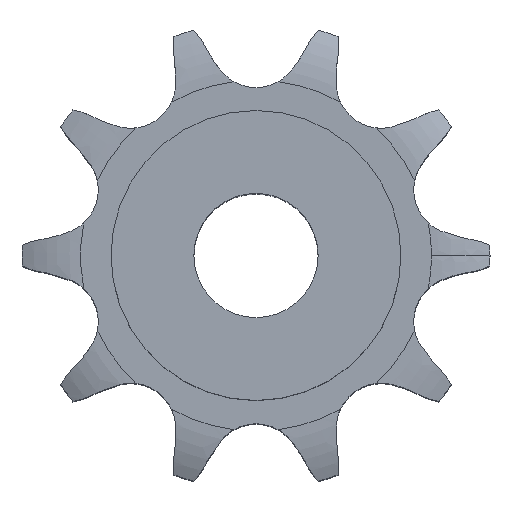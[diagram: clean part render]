
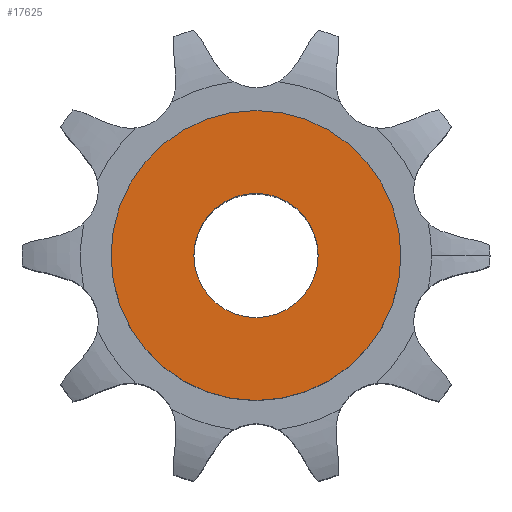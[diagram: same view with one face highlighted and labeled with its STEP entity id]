
A CAD part, top view. The second image highlights one B-rep face of the part: STEP entity #17625.
In plain terms, the highlighted planar face has unit normal (0, 0, 1).
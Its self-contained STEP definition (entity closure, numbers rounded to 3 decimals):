
#9590 = CYLINDRICAL_SURFACE('',#9591,6.);
#9591 = AXIS2_PLACEMENT_3D('',#9592,#9593,#9594);
#9592 = CARTESIAN_POINT('',(0.,0.,88.671));
#9593 = DIRECTION('',(0.,0.,1.));
#9594 = DIRECTION('',(1.,0.,0.));
#12102 = EDGE_CURVE('',#12103,#12103,#12105,.T.);
#12103 = VERTEX_POINT('',#12104);
#12104 = CARTESIAN_POINT('',(6.,0.,46.));
#12105 = SURFACE_CURVE('',#12106,(#12111,#12118),.PCURVE_S1.);
#12106 = CIRCLE('',#12107,6.);
#12107 = AXIS2_PLACEMENT_3D('',#12108,#12109,#12110);
#12108 = CARTESIAN_POINT('',(0.,0.,46.));
#12109 = DIRECTION('',(0.,0.,1.));
#12110 = DIRECTION('',(1.,0.,0.));
#12111 = PCURVE('',#9590,#12112);
#12112 = DEFINITIONAL_REPRESENTATION('',(#12113),#12117);
#12113 = LINE('',#12114,#12115);
#12114 = CARTESIAN_POINT('',(0.,-42.671));
#12115 = VECTOR('',#12116,1.);
#12116 = DIRECTION('',(1.,0.));
#12117 = ( GEOMETRIC_REPRESENTATION_CONTEXT(2) 
PARAMETRIC_REPRESENTATION_CONTEXT() REPRESENTATION_CONTEXT('2D SPACE',''
  ) );
#12118 = PCURVE('',#12119,#12124);
#12119 = PLANE('',#12120);
#12120 = AXIS2_PLACEMENT_3D('',#12121,#12122,#12123);
#12121 = CARTESIAN_POINT('',(0.,0.,46.)
  );
#12122 = DIRECTION('',(0.,0.,1.));
#12123 = DIRECTION('',(1.,0.,0.));
#12124 = DEFINITIONAL_REPRESENTATION('',(#12125),#12129);
#12125 = CIRCLE('',#12126,6.);
#12126 = AXIS2_PLACEMENT_2D('',#12127,#12128);
#12127 = CARTESIAN_POINT('',(0.,0.));
#12128 = DIRECTION('',(1.,0.));
#12129 = ( GEOMETRIC_REPRESENTATION_CONTEXT(2) 
PARAMETRIC_REPRESENTATION_CONTEXT() REPRESENTATION_CONTEXT('2D SPACE',''
  ) );
#17625 = ADVANCED_FACE('',(#17626,#17657),#12119,.T.);
#17626 = FACE_BOUND('',#17627,.T.);
#17627 = EDGE_LOOP('',(#17628));
#17628 = ORIENTED_EDGE('',*,*,#17629,.T.);
#17629 = EDGE_CURVE('',#17630,#17630,#17632,.T.);
#17630 = VERTEX_POINT('',#17631);
#17631 = CARTESIAN_POINT('',(14.,0.,46.));
#17632 = SURFACE_CURVE('',#17633,(#17638,#17645),.PCURVE_S1.);
#17633 = CIRCLE('',#17634,14.);
#17634 = AXIS2_PLACEMENT_3D('',#17635,#17636,#17637);
#17635 = CARTESIAN_POINT('',(0.,0.,46.));
#17636 = DIRECTION('',(0.,0.,1.));
#17637 = DIRECTION('',(1.,0.,0.));
#17638 = PCURVE('',#12119,#17639);
#17639 = DEFINITIONAL_REPRESENTATION('',(#17640),#17644);
#17640 = CIRCLE('',#17641,14.);
#17641 = AXIS2_PLACEMENT_2D('',#17642,#17643);
#17642 = CARTESIAN_POINT('',(0.,0.));
#17643 = DIRECTION('',(1.,0.));
#17644 = ( GEOMETRIC_REPRESENTATION_CONTEXT(2) 
PARAMETRIC_REPRESENTATION_CONTEXT() REPRESENTATION_CONTEXT('2D SPACE',''
  ) );
#17645 = PCURVE('',#17646,#17651);
#17646 = CYLINDRICAL_SURFACE('',#17647,14.);
#17647 = AXIS2_PLACEMENT_3D('',#17648,#17649,#17650);
#17648 = CARTESIAN_POINT('',(0.,0.,0.));
#17649 = DIRECTION('',(-0.,-0.,-1.));
#17650 = DIRECTION('',(1.,0.,0.));
#17651 = DEFINITIONAL_REPRESENTATION('',(#17652),#17656);
#17652 = LINE('',#17653,#17654);
#17653 = CARTESIAN_POINT('',(-0.,-46.));
#17654 = VECTOR('',#17655,1.);
#17655 = DIRECTION('',(-1.,0.));
#17656 = ( GEOMETRIC_REPRESENTATION_CONTEXT(2) 
PARAMETRIC_REPRESENTATION_CONTEXT() REPRESENTATION_CONTEXT('2D SPACE',''
  ) );
#17657 = FACE_BOUND('',#17658,.T.);
#17658 = EDGE_LOOP('',(#17659));
#17659 = ORIENTED_EDGE('',*,*,#12102,.F.);
